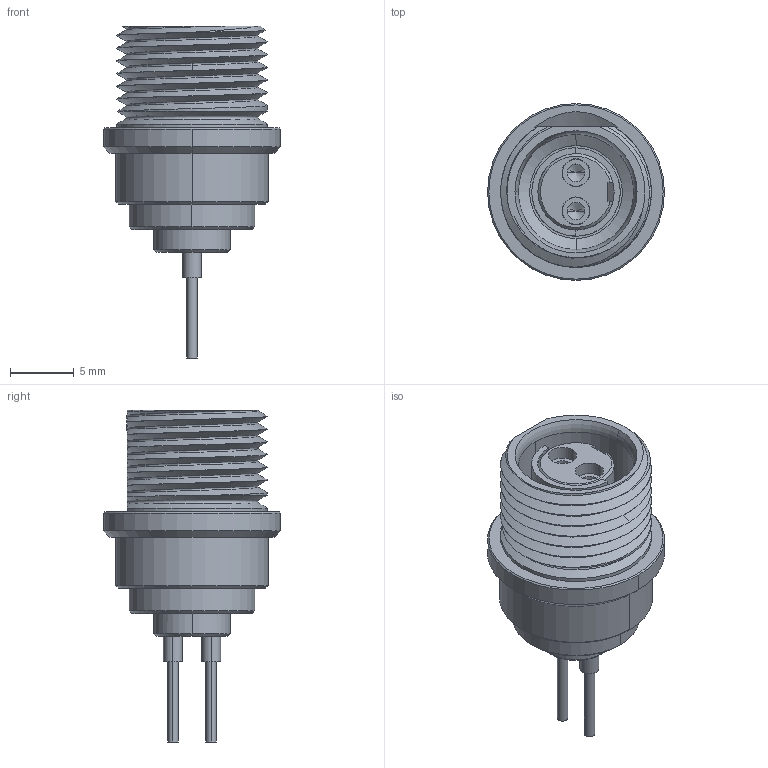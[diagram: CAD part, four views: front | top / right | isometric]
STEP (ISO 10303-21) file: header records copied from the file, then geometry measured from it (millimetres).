
FILE_DESCRIPTION((''),'2;1');
FILE_NAME('FISCHER_DBPC 103 A051-130_a.stp','2014-07-29T15:23:06',(''),(''),'Mechanical Desktop 2011','Mechanical Desktop 2011',', , ');
FILE_SCHEMA(('AUTOMOTIVE_DESIGN { 1 2 10303 214 1 1 1 1 }'));
Length unit declared in the file: millimetre
Products named in the file (1): Product
Bounding box: 13.9 x 13.9 x 26.1 mm (x, y, z)
Volume: 1249.1 mm3; surface area: 2783.4 mm2
Topology: 6 solids, 6 shells, 182 faces, 452 edges, 292 vertices
Faces by surface type: cylinder 72, cone 42, plane 40, bspline 25, torus 3
Entity records: 9603 total; most frequent: CARTESIAN_POINT 5355, ORIENTED_EDGE 896, DIRECTION 819, EDGE_CURVE 448, AXIS2_PLACEMENT_3D 331, VERTEX_POINT 292, EDGE_LOOP 208, FACE_OUTER_BOUND 182
